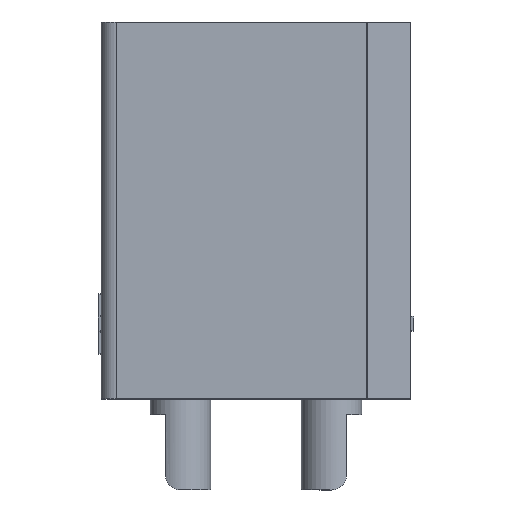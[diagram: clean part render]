
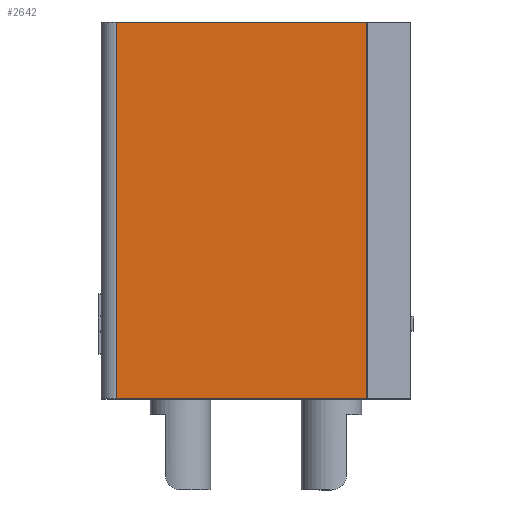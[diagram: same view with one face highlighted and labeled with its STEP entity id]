
A CAD part, left-side view. The second image highlights one B-rep face of the part: STEP entity #2642.
In plain terms, the highlighted planar face has unit normal (-1, 0, 0).
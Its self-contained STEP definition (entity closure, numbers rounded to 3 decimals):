
#366=FACE_OUTER_BOUND('',#536,.T.);
#536=EDGE_LOOP('',(#1829,#1830,#1831,#1832));
#741=LINE('',#4170,#955);
#742=LINE('',#4172,#956);
#743=LINE('',#4174,#957);
#744=LINE('',#4175,#958);
#955=VECTOR('',#3245,1.);
#956=VECTOR('',#3246,1.);
#957=VECTOR('',#3247,1.);
#958=VECTOR('',#3248,1.);
#1185=VERTEX_POINT('',#4168);
#1186=VERTEX_POINT('',#4169);
#1187=VERTEX_POINT('',#4171);
#1188=VERTEX_POINT('',#4173);
#1427=EDGE_CURVE('',#1185,#1186,#741,.T.);
#1428=EDGE_CURVE('',#1187,#1186,#742,.T.);
#1429=EDGE_CURVE('',#1188,#1187,#743,.T.);
#1430=EDGE_CURVE('',#1185,#1188,#744,.T.);
#1829=ORIENTED_EDGE('',*,*,#1427,.T.);
#1830=ORIENTED_EDGE('',*,*,#1428,.F.);
#1831=ORIENTED_EDGE('',*,*,#1429,.F.);
#1832=ORIENTED_EDGE('',*,*,#1430,.F.);
#2586=PLANE('',#2842);
#2642=ADVANCED_FACE('',(#366),#2586,.T.);
#2842=AXIS2_PLACEMENT_3D('',#4167,#3243,#3244);
#3243=DIRECTION('center_axis',(-1.,0.,0.));
#3244=DIRECTION('ref_axis',(0.,1.,0.));
#3245=DIRECTION('',(0.,-1.,0.));
#3246=DIRECTION('',(0.,0.,-1.));
#3247=DIRECTION('',(0.,-1.,0.));
#3248=DIRECTION('',(0.,0.,1.));
#4167=CARTESIAN_POINT('Origin',(-0.15,-0.5,0.));
#4168=CARTESIAN_POINT('',(-0.15,8.292,0.02));
#4169=CARTESIAN_POINT('',(-0.15,0.,0.02));
#4170=CARTESIAN_POINT('',(-0.15,-0.5,0.02));
#4171=CARTESIAN_POINT('',(-0.15,0.,12.48));
#4172=CARTESIAN_POINT('',(-0.15,0.,0.));
#4173=CARTESIAN_POINT('',(-0.15,8.292,12.48));
#4174=CARTESIAN_POINT('',(-0.15,-0.5,12.48));
#4175=CARTESIAN_POINT('',(-0.15,8.292,0.));
